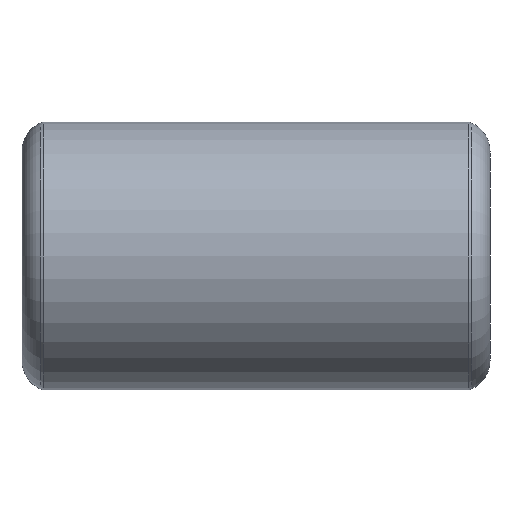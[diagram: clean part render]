
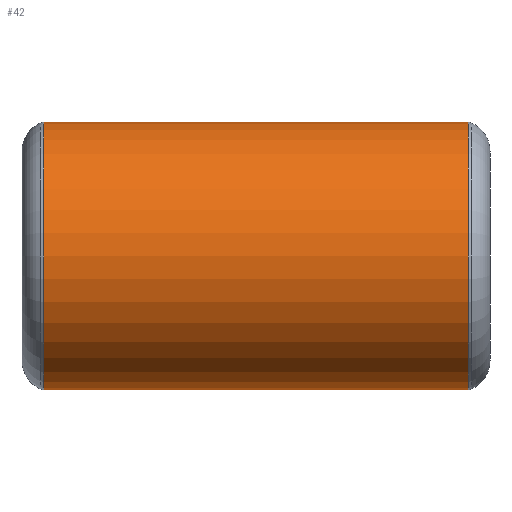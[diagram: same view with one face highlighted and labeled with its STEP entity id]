
A CAD part, front view. The second image highlights one B-rep face of the part: STEP entity #42.
In plain terms, the highlighted cylindrical face has radius 8 mm (diameter 16 mm), a full revolution.
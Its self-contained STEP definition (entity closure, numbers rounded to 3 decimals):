
#42 = ADVANCED_FACE( '', ( #85, #86 ), #87, .T. );
#85 = FACE_OUTER_BOUND( '', #124, .T. );
#86 = FACE_OUTER_BOUND( '', #125, .T. );
#87 = CYLINDRICAL_SURFACE( '', #126, 8. );
#124 = EDGE_LOOP( '', ( #167 ) );
#125 = EDGE_LOOP( '', ( #168 ) );
#126 = AXIS2_PLACEMENT_3D( '', #169, #170, #171 );
#167 = ORIENTED_EDGE( '', *, *, #193, .T. );
#168 = ORIENTED_EDGE( '', *, *, #197, .T. );
#169 = CARTESIAN_POINT( '', ( -60., 0., 0. ) );
#170 = DIRECTION( '', ( 1., 0., 0. ) );
#171 = DIRECTION( '', ( 0., 0., 1. ) );
#193 = EDGE_CURVE( '', #214, #214, #215, .T. );
#197 = EDGE_CURVE( '', #220, #220, #221, .F. );
#214 = VERTEX_POINT( '', #238 );
#215 = CIRCLE( '', #239, 8. );
#220 = VERTEX_POINT( '', #244 );
#221 = CIRCLE( '', #245, 8. );
#238 = CARTESIAN_POINT( '', ( -12.699, 0., -8. ) );
#239 = AXIS2_PLACEMENT_3D( '', #263, #264, #265 );
#244 = CARTESIAN_POINT( '', ( 12.699, 0., -8. ) );
#245 = AXIS2_PLACEMENT_3D( '', #269, #270, #271 );
#263 = CARTESIAN_POINT( '', ( -12.699, 0., 0. ) );
#264 = DIRECTION( '', ( 1., 0., 0. ) );
#265 = DIRECTION( '', ( 0., 0., -1. ) );
#269 = CARTESIAN_POINT( '', ( 12.699, 0., 0. ) );
#270 = DIRECTION( '', ( 1., 0., 0. ) );
#271 = DIRECTION( '', ( 0., 0., -1. ) );
